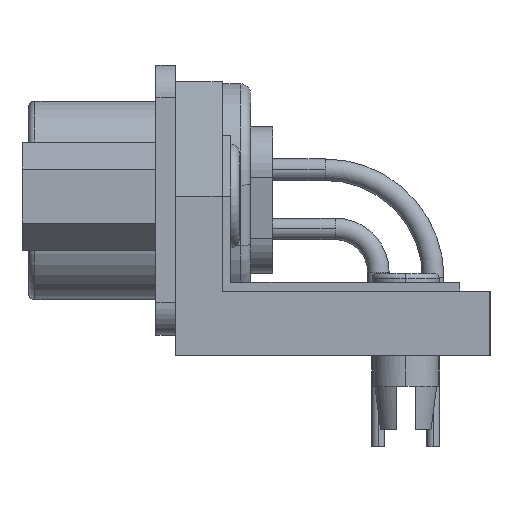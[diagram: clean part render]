
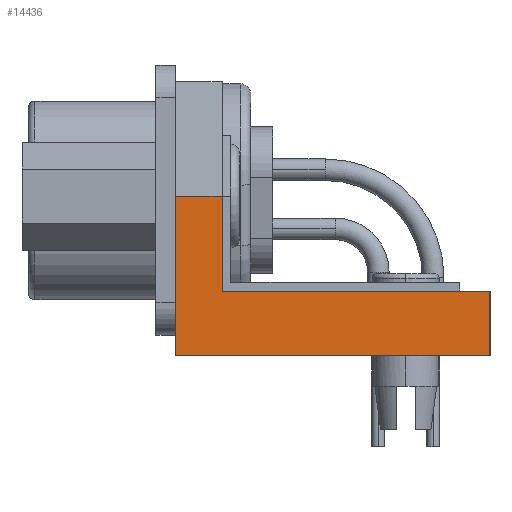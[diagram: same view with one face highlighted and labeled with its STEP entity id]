
A CAD part, left-side view. The second image highlights one B-rep face of the part: STEP entity #14436.
In plain terms, the highlighted free-form (B-spline) face has degree [1, 1] with [2, 2] control points.
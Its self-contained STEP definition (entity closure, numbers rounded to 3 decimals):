
#14329=CARTESIAN_POINT('',(-34.75,8.5,3.0));
#14330=VERTEX_POINT('',#14329);
#14337=CARTESIAN_POINT('',(-34.75,-3.9,3.0));
#14338=VERTEX_POINT('',#14337);
#14339=CARTESIAN_POINT('',(-34.75,8.5,3.0));
#14340=DIRECTION('',(0.0,-1.0,0.0));
#14341=VECTOR('',#14340,12.4);
#14342=LINE('',#14339,#14341);
#14343=EDGE_CURVE('',#14330,#14338,#14342,.T.);
#14372=CARTESIAN_POINT('',(-34.75,-3.9,0.));
#14373=VERTEX_POINT('',#14372);
#14374=CARTESIAN_POINT('',(-34.75,-3.9,0.));
#14375=DIRECTION('',(0.0,0.0,1.0));
#14376=VECTOR('',#14375,3.);
#14377=LINE('',#14374,#14376);
#14378=EDGE_CURVE('',#14373,#14338,#14377,.T.);
#14397=CARTESIAN_POINT('',(-34.75,-3.9,0.));
#14398=CARTESIAN_POINT('',(-34.75,-3.9,7.4));
#14399=CARTESIAN_POINT('',(-34.75,10.67,0.));
#14400=CARTESIAN_POINT('',(-34.75,10.67,7.4));
#14401=B_SPLINE_SURFACE_WITH_KNOTS('',1,1,((#14397,#14399),(#14398,#14400)),.UNSPECIFIED.,.F.,.F.,.U.,(2,2),(2,2),(0.0,7.4),(0.0,14.57),.UNSPECIFIED.);
#14402=CARTESIAN_POINT('',(-34.75,10.67,0.));
#14403=VERTEX_POINT('',#14402);
#14404=CARTESIAN_POINT('',(-34.75,10.67,7.4));
#14405=VERTEX_POINT('',#14404);
#14406=CARTESIAN_POINT('',(-34.75,10.67,0.));
#14407=DIRECTION('',(0.0,0.0,1.0));
#14408=VECTOR('',#14407,7.4);
#14409=LINE('',#14406,#14408);
#14410=EDGE_CURVE('',#14403,#14405,#14409,.T.);
#14411=ORIENTED_EDGE('',*,*,#14410,.F.);
#14412=CARTESIAN_POINT('',(-34.75,10.67,0.));
#14413=DIRECTION('',(0.0,-1.0,0.0));
#14414=VECTOR('',#14413,14.57);
#14415=LINE('',#14412,#14414);
#14416=EDGE_CURVE('',#14403,#14373,#14415,.T.);
#14417=ORIENTED_EDGE('',*,*,#14416,.T.);
#14418=ORIENTED_EDGE('',*,*,#14378,.T.);
#14419=ORIENTED_EDGE('',*,*,#14343,.F.);
#14420=CARTESIAN_POINT('',(-34.75,8.5,7.4));
#14421=VERTEX_POINT('',#14420);
#14422=CARTESIAN_POINT('',(-34.75,8.5,7.4));
#14423=DIRECTION('',(0.0,0.0,-1.0));
#14424=VECTOR('',#14423,4.4);
#14425=LINE('',#14422,#14424);
#14426=EDGE_CURVE('',#14421,#14330,#14425,.T.);
#14427=ORIENTED_EDGE('',*,*,#14426,.F.);
#14428=CARTESIAN_POINT('',(-34.75,10.67,7.4));
#14429=DIRECTION('',(0.0,-1.0,0.0));
#14430=VECTOR('',#14429,2.17);
#14431=LINE('',#14428,#14430);
#14432=EDGE_CURVE('',#14405,#14421,#14431,.T.);
#14433=ORIENTED_EDGE('',*,*,#14432,.F.);
#14434=EDGE_LOOP('',(#14411,#14417,#14418,#14419,#14427,#14433));
#14435=FACE_OUTER_BOUND('',#14434,.T.);
#14436=ADVANCED_FACE('',(#14435),#14401,.T.);
